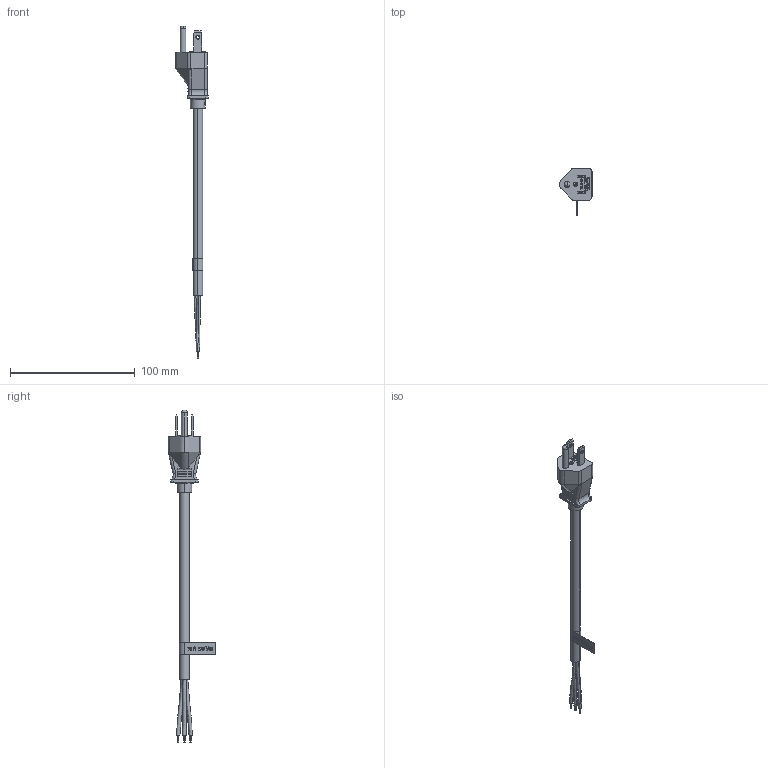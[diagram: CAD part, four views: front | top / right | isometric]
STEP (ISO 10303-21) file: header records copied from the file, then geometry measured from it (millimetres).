
FILE_DESCRIPTION (( 'STEP AP214' ), '1' );
FILE_NAME ('11-00082_revA.STEP', '2016-04-05T17:23:59', ( 'Joel' ), ( 'Microsoft' ), 'SwSTEP 2.0', 'SolidWorks 2015', '' );
FILE_SCHEMA (( 'AUTOMOTIVE_DESIGN' ));
Length unit declared in the file: millimetre
Products named in the file (3): 30-00248_45 mm stripped 5 mm tinned; TLY-13; 11-00082_revA
Assembly tree (2 placements, depth 2):
  11-00082_revA
    TLY-13
    30-00248_45 mm stripped 5 mm tinned
Bounding box: 26.4 x 37.9 x 266 mm (x, y, z)
Volume: 25585.5 mm3; surface area: 49157.3 mm2
Topology: 252 solids, 252 shells, 2133 faces, 4718 edges, 3137 vertices
Faces by surface type: plane 1253, cylinder 800, bspline 72, cone 8
Entity records: 85805 total; most frequent: CARTESIAN_POINT 14688, DIRECTION 10089, ORIENTED_EDGE 9428, EDGE_CURVE 4714, AXIS2_PLACEMENT_3D 3700, VERTEX_POINT 3137, LINE 2689, VECTOR 2689
